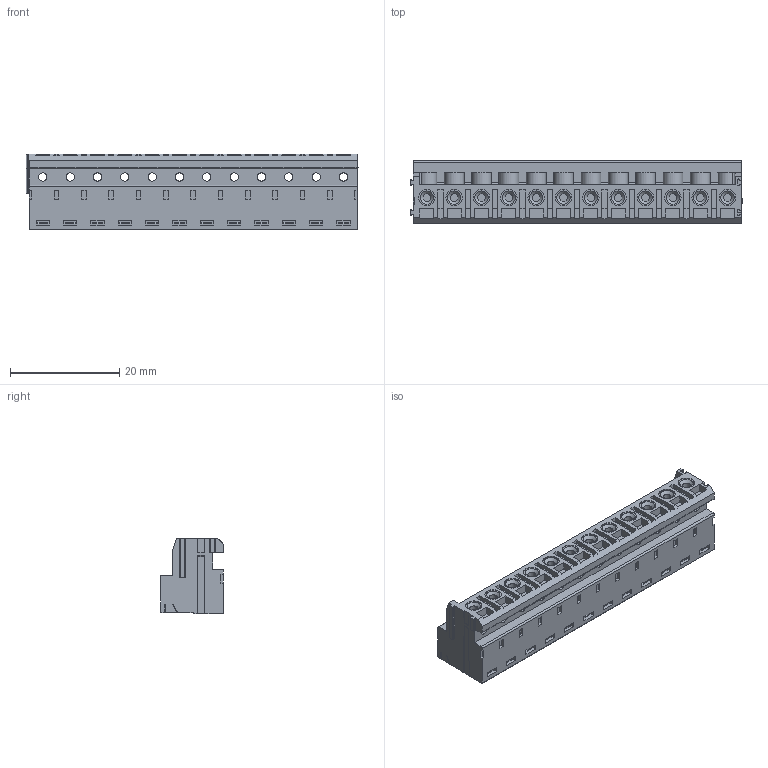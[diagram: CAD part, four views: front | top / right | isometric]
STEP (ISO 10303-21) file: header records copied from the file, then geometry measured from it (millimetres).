
FILE_DESCRIPTION(('STEP AP214'),'1');
FILE_NAME('SHCS12-5.stp','2018-11-12T16:56:47',(' '),(' '),'Spatial InterOp 3D',' ',' ');
FILE_SCHEMA(('AUTOMOTIVE_DESIGN { 1 0 10303 214 1 1 1 1 }'));
Length unit declared in the file: metre
Products named in the file (1): 1
Bounding box: 60.73 x 11.5 x 13.9 mm (x, y, z)
Volume: 6399.4 mm3; surface area: 7285.5 mm2
Topology: 1 solids, 1 shells, 1195 faces, 3281 edges, 2166 vertices
Faces by surface type: plane 973, cylinder 186, cone 36
Full cylindrical faces by diameter (mm): 1.45 x12, 1.5 x12, 2.6 x12, 2.7 x12, 3 x12, 3.6 x22, 3.8 x12
Entity records: 46388 total; most frequent: CARTESIAN_POINT 6991, ORIENTED_EDGE 6126, DIRECTION 5815, EDGE_CURVE 3063, LINE 2627, VECTOR 2627, VERTEX_POINT 2080, AXIS2_PLACEMENT_3D 1594
